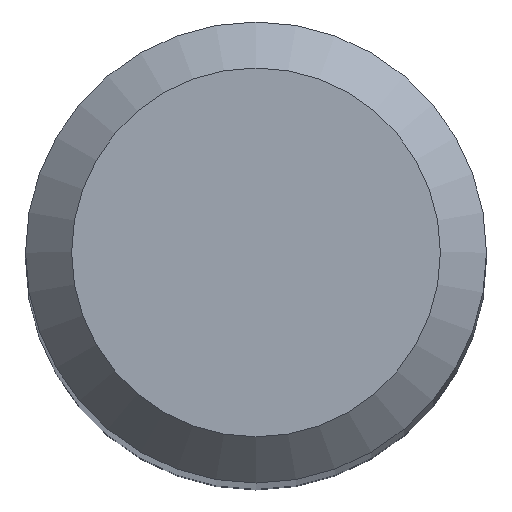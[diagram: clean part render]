
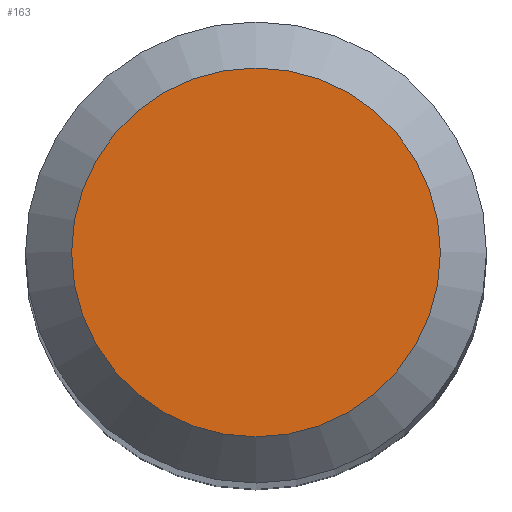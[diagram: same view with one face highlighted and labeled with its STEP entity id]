
A CAD part, top view. The second image highlights one B-rep face of the part: STEP entity #163.
In plain terms, the highlighted planar face has unit normal (0, 0, 1).
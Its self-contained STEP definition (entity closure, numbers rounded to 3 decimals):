
#24 = CARTESIAN_POINT ( 'NONE',  ( 0., 0., 35. ) ) ;
#41 = DIRECTION ( 'NONE',  ( 0., 0., -1. ) ) ;
#54 = CIRCLE ( 'NONE', #61, 1.6 ) ;
#61 = AXIS2_PLACEMENT_3D ( 'NONE', #124, #41, #154 ) ;
#70 = FACE_OUTER_BOUND ( 'NONE', #185, .T. ) ;
#96 = ORIENTED_EDGE ( 'NONE', *, *, #101, .F. ) ;
#101 = EDGE_CURVE ( 'NONE', #188, #188, #54, .T. ) ;
#124 = CARTESIAN_POINT ( 'NONE',  ( 0., 0., 35. ) ) ;
#140 = PLANE ( 'NONE',  #180 ) ;
#148 = DIRECTION ( 'NONE',  ( 0., 1., 0. ) ) ;
#154 = DIRECTION ( 'NONE',  ( 0., 1., 0. ) ) ;
#163 = ADVANCED_FACE ( 'NONE', ( #70 ), #140, .F. ) ;
#180 = AXIS2_PLACEMENT_3D ( 'NONE', #24, #200, #148 ) ;
#185 = EDGE_LOOP ( 'NONE', ( #96 ) ) ;
#186 = CARTESIAN_POINT ( 'NONE',  ( 0., 1.6, 35. ) ) ;
#188 = VERTEX_POINT ( 'NONE', #186 ) ;
#200 = DIRECTION ( 'NONE',  ( 0., 0., -1. ) ) ;
